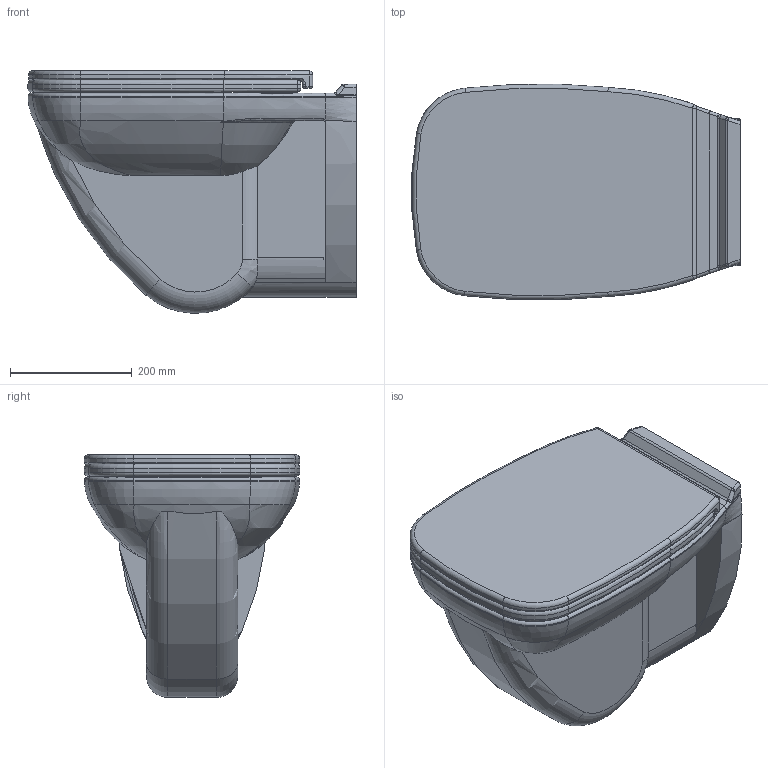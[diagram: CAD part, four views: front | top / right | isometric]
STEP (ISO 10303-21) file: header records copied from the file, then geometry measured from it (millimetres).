
FILE_DESCRIPTION((''),'2;1');
FILE_NAME('221009.stp','2008-11-20T19:36:34',('Huebner'),(''),'Autodesk Inventor 11','Autodesk Inventor 11','');
FILE_SCHEMA(('AUTOMOTIVE_DESIGN { 1 0 10303 214 1 1 1 1 }'));
Length unit declared in the file: millimetre
Products named in the file (4): 221009; 221009_4; Deckel_unten_221009; Deckel_oben_221009
Assembly tree (3 placements, depth 2):
  221009
    221009_4
    Deckel_unten_221009
    Deckel_oben_221009
Bounding box: 539.48 x 354.3 x 398.82 mm (x, y, z)
Volume: 25315067.4 mm3; surface area: 1389108.1 mm2
Topology: 3 solids, 3 shells, 275 faces, 677 edges, 414 vertices
Faces by surface type: cylinder 88, torus 68, bspline 63, plane 48, sphere 8
Full cylindrical faces by diameter (mm): 12 x2, 15 x4, 21 x2, 41 x1, 55 x1, 88 x1, 102 x1
Entity records: 13136 total; most frequent: CARTESIAN_POINT 6926, ORIENTED_EDGE 1304, DIRECTION 1237, EDGE_CURVE 652, AXIS2_PLACEMENT_3D 549, VERTEX_POINT 413, CIRCLE 328, EDGE_LOOP 311
